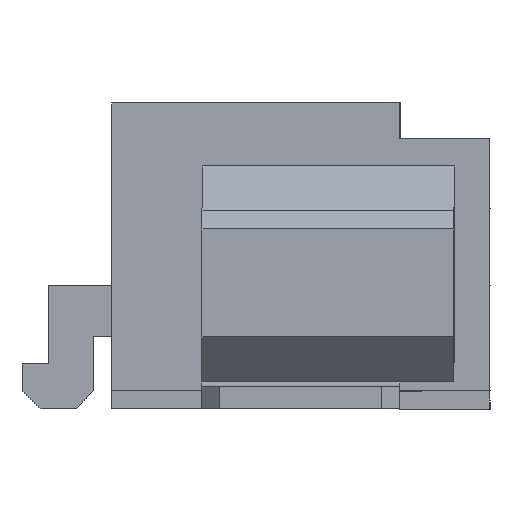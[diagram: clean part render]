
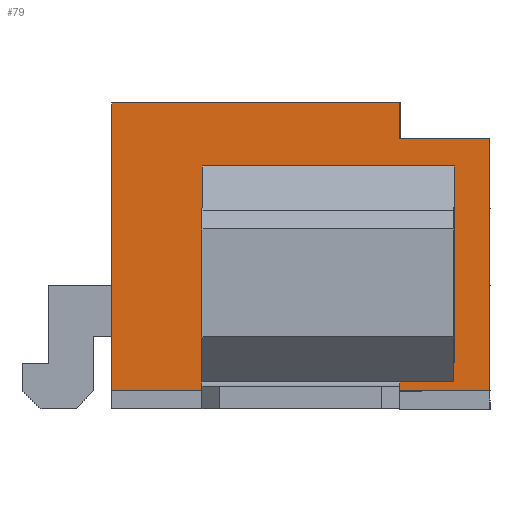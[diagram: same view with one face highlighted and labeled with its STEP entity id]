
A CAD part, left-side view. The second image highlights one B-rep face of the part: STEP entity #79.
In plain terms, the highlighted planar face has unit normal (-1, 0, 0).
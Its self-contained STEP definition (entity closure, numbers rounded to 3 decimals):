
#58=FACE_BOUND('',#595,.T.);
#59=FACE_BOUND('',#596,.T.);
#79=ADVANCED_FACE('',(#58,#59),#255,.F.);
#255=PLANE('',#3502);
#595=EDGE_LOOP('',(#858,#859,#860,#861,#862,#863));
#596=EDGE_LOOP('',(#864,#865,#866,#867));
#858=ORIENTED_EDGE('',*,*,#2144,.F.);
#859=ORIENTED_EDGE('',*,*,#2145,.T.);
#860=ORIENTED_EDGE('',*,*,#2146,.F.);
#861=ORIENTED_EDGE('',*,*,#2147,.F.);
#862=ORIENTED_EDGE('',*,*,#2104,.F.);
#863=ORIENTED_EDGE('',*,*,#2148,.F.);
#864=ORIENTED_EDGE('',*,*,#2149,.F.);
#865=ORIENTED_EDGE('',*,*,#2150,.F.);
#866=ORIENTED_EDGE('',*,*,#2151,.T.);
#867=ORIENTED_EDGE('',*,*,#2152,.T.);
#1779=VERTEX_POINT('',#4617);
#1780=VERTEX_POINT('',#4619);
#1814=VERTEX_POINT('',#4696);
#1815=VERTEX_POINT('',#4697);
#1816=VERTEX_POINT('',#4699);
#1817=VERTEX_POINT('',#4701);
#1818=VERTEX_POINT('',#4705);
#1819=VERTEX_POINT('',#4706);
#1820=VERTEX_POINT('',#4708);
#1821=VERTEX_POINT('',#4710);
#2104=EDGE_CURVE('',#1779,#1780,#2590,.T.);
#2144=EDGE_CURVE('',#1814,#1815,#2630,.T.);
#2145=EDGE_CURVE('',#1814,#1816,#2631,.T.);
#2146=EDGE_CURVE('',#1817,#1816,#2632,.T.);
#2147=EDGE_CURVE('',#1780,#1817,#2633,.T.);
#2148=EDGE_CURVE('',#1815,#1779,#2634,.T.);
#2149=EDGE_CURVE('',#1818,#1819,#2635,.T.);
#2150=EDGE_CURVE('',#1820,#1818,#2636,.T.);
#2151=EDGE_CURVE('',#1820,#1821,#2637,.T.);
#2152=EDGE_CURVE('',#1821,#1819,#2638,.T.);
#2590=LINE('',#4618,#3060);
#2630=LINE('',#4695,#3100);
#2631=LINE('',#4698,#3101);
#2632=LINE('',#4700,#3102);
#2633=LINE('',#4702,#3103);
#2634=LINE('',#4703,#3104);
#2635=LINE('',#4704,#3105);
#2636=LINE('',#4707,#3106);
#2637=LINE('',#4709,#3107);
#2638=LINE('',#4711,#3108);
#3060=VECTOR('',#3733,1.);
#3100=VECTOR('',#3779,1.);
#3101=VECTOR('',#3780,1.);
#3102=VECTOR('',#3781,1.);
#3103=VECTOR('',#3782,1.);
#3104=VECTOR('',#3783,1.);
#3105=VECTOR('',#3784,1.);
#3106=VECTOR('',#3785,1.);
#3107=VECTOR('',#3786,1.);
#3108=VECTOR('',#3787,1.);
#3502=AXIS2_PLACEMENT_3D('',#4712,#3788,#3789);
#3733=DIRECTION('',(0.,1.,0.));
#3779=DIRECTION('',(0.,-1.,0.));
#3780=DIRECTION('',(0.,0.,1.));
#3781=DIRECTION('',(0.,-1.,0.));
#3782=DIRECTION('',(0.,0.,1.));
#3783=DIRECTION('',(0.,0.,-1.));
#3784=DIRECTION('',(0.,0.,-1.));
#3785=DIRECTION('',(0.,1.,0.));
#3786=DIRECTION('',(0.,0.,-1.));
#3787=DIRECTION('',(0.,1.,0.));
#3788=DIRECTION('',(1.,0.,0.));
#3789=DIRECTION('',(0.,0.,-1.));
#4617=CARTESIAN_POINT('',(-3.375,1.,0.));
#4618=CARTESIAN_POINT('',(-3.375,1.,0.));
#4619=CARTESIAN_POINT('',(-3.375,5.2,0.));
#4695=CARTESIAN_POINT('',(-3.375,2.,2.8));
#4696=CARTESIAN_POINT('',(-3.375,2.,2.8));
#4697=CARTESIAN_POINT('',(-3.375,1.,2.8));
#4698=CARTESIAN_POINT('',(-3.375,2.,2.8));
#4699=CARTESIAN_POINT('',(-3.375,2.,3.2));
#4700=CARTESIAN_POINT('',(-3.375,5.2,3.2));
#4701=CARTESIAN_POINT('',(-3.375,5.2,3.2));
#4702=CARTESIAN_POINT('',(-3.375,5.2,0.));
#4703=CARTESIAN_POINT('',(-3.375,1.,3.2));
#4704=CARTESIAN_POINT('',(-3.375,4.2,2.5));
#4705=CARTESIAN_POINT('',(-3.375,4.2,2.5));
#4706=CARTESIAN_POINT('',(-3.375,4.2,0.1));
#4707=CARTESIAN_POINT('',(-3.375,1.4,2.5));
#4708=CARTESIAN_POINT('',(-3.375,1.4,2.5));
#4709=CARTESIAN_POINT('',(-3.375,1.4,2.5));
#4710=CARTESIAN_POINT('',(-3.375,1.4,0.1));
#4711=CARTESIAN_POINT('',(-3.375,1.4,0.1));
#4712=CARTESIAN_POINT('',(-3.375,0.,0.));
